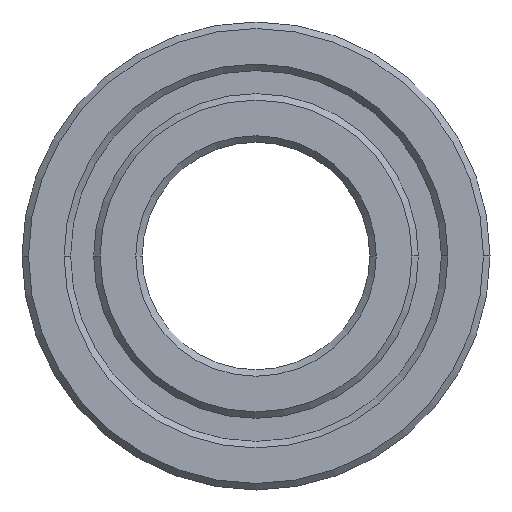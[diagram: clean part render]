
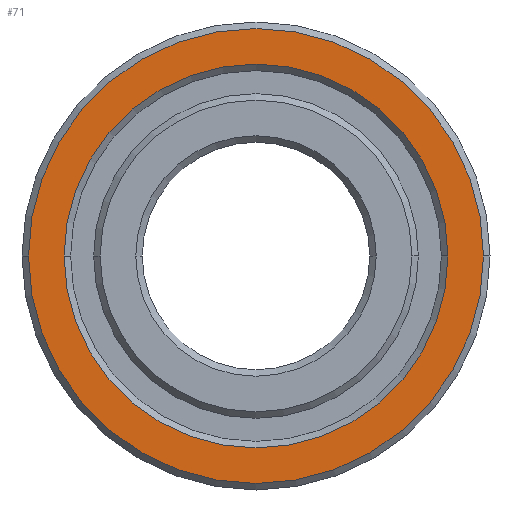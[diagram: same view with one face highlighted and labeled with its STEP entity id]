
A CAD part, left-side view. The second image highlights one B-rep face of the part: STEP entity #71.
In plain terms, the highlighted planar face has unit normal (-1, 0, 0).
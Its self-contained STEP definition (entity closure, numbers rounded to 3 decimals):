
#71=ADVANCED_FACE('',(#128,#129),#130,.T.);
#128=FACE_BOUND('',#186,.T.);
#129=FACE_OUTER_BOUND('',#187,.T.);
#130=PLANE('',#188);
#186=EDGE_LOOP('',(#364,#365));
#187=EDGE_LOOP('',(#366,#367));
#188=AXIS2_PLACEMENT_3D('',#368,#369,#370);
#364=ORIENTED_EDGE('',*,*,#398,.T.);
#365=ORIENTED_EDGE('',*,*,#412,.T.);
#366=ORIENTED_EDGE('',*,*,#389,.F.);
#367=ORIENTED_EDGE('',*,*,#418,.F.);
#368=CARTESIAN_POINT('',(0.0,26.75,0.0));
#369=DIRECTION('',(-1.0,-0.0,0.0));
#370=DIRECTION('',(0.0,-1.0,-0.0));
#389=EDGE_CURVE('',#454,#456,#457,.T.);
#398=EDGE_CURVE('',#468,#472,#474,.T.);
#412=EDGE_CURVE('',#472,#468,#496,.T.);
#418=EDGE_CURVE('',#456,#454,#502,.T.);
#454=VERTEX_POINT('',#548);
#456=VERTEX_POINT('',#551);
#457=CIRCLE('',#552,35.0);
#468=VERTEX_POINT('',#566);
#472=VERTEX_POINT('',#571);
#474=CIRCLE('',#574,29.525);
#496=CIRCLE('',#600,29.525);
#502=CIRCLE('',#606,35.0);
#548=CARTESIAN_POINT('',(0.0,35.0,0.0));
#551=CARTESIAN_POINT('',(0.0,-35.0,0.));
#552=AXIS2_PLACEMENT_3D('',#643,#644,#645);
#566=CARTESIAN_POINT('',(0.0,29.525,0.0));
#571=CARTESIAN_POINT('',(0.0,-29.525,0.));
#574=AXIS2_PLACEMENT_3D('',#660,#661,#662);
#600=AXIS2_PLACEMENT_3D('',#694,#695,#696);
#606=AXIS2_PLACEMENT_3D('',#712,#713,#714);
#643=CARTESIAN_POINT('',(0.0,0.0,0.0));
#644=DIRECTION('',(1.0,0.0,0.0));
#645=DIRECTION('',(0.0,1.0,0.0));
#660=CARTESIAN_POINT('',(0.0,0.0,0.0));
#661=DIRECTION('',(1.0,0.0,-0.0));
#662=DIRECTION('',(0.0,1.0,0.0));
#694=CARTESIAN_POINT('',(0.0,0.0,0.0));
#695=DIRECTION('',(1.0,0.0,-0.0));
#696=DIRECTION('',(0.0,1.0,0.0));
#712=CARTESIAN_POINT('',(0.0,0.0,0.0));
#713=DIRECTION('',(1.0,0.0,0.0));
#714=DIRECTION('',(0.0,1.0,0.0));
